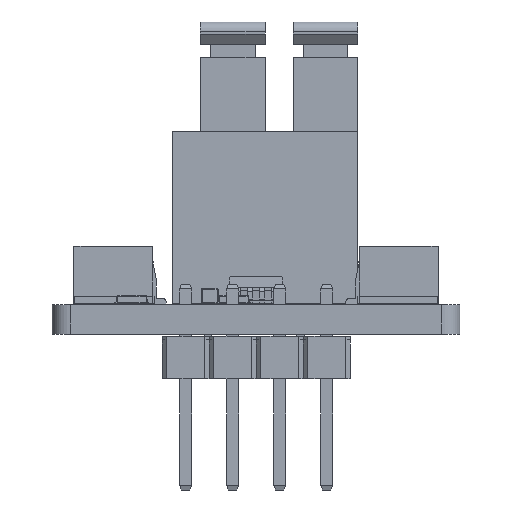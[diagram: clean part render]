
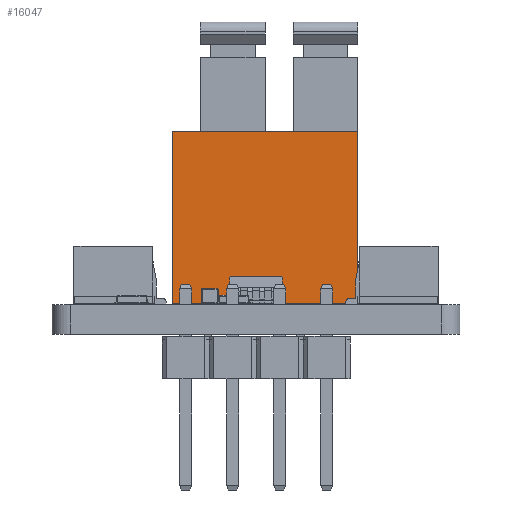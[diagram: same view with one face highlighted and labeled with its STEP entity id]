
A CAD part, left-side view. The second image highlights one B-rep face of the part: STEP entity #16047.
In plain terms, the highlighted free-form (B-spline) face has degree [1, 1] with [2, 2] control points.
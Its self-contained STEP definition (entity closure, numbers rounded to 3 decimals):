
#14242 = B_SPLINE_SURFACE_WITH_KNOTS('',1,1,(
    (#14243,#14244)
    ,(#14245,#14246
    )),.UNSPECIFIED.,.F.,.F.,.F.,(2,2),(2,2),(-9.3,4.),(0.,12.6),
  .PIECEWISE_BEZIER_KNOTS.);
#14243 = CARTESIAN_POINT('',(7.5,-6.3,0.));
#14244 = CARTESIAN_POINT('',(7.5,6.3,0.));
#14245 = CARTESIAN_POINT('',(7.5,-6.3,13.3));
#14246 = CARTESIAN_POINT('',(7.5,6.3,13.3));
#14465 = B_SPLINE_SURFACE_WITH_KNOTS('',1,1,(
    (#14466,#14467)
    ,(#14468,#14469
    )),.UNSPECIFIED.,.F.,.F.,.F.,(2,2),(2,2),(-7.5,2.5),(-6.3,6.3),
  .PIECEWISE_BEZIER_KNOTS.);
#14466 = CARTESIAN_POINT('',(7.5,-6.3,9.3));
#14467 = CARTESIAN_POINT('',(7.5,6.3,9.3));
#14468 = CARTESIAN_POINT('',(-2.5,-6.3,9.3));
#14469 = CARTESIAN_POINT('',(-2.5,6.3,9.3));
#14915 = VERTEX_POINT('',#14916);
#14916 = CARTESIAN_POINT('',(7.5,-6.3,0.));
#14928 = B_SPLINE_SURFACE_WITH_KNOTS('',1,1,(
    (#14929,#14930)
    ,(#14931,#14932
    )),.UNSPECIFIED.,.F.,.F.,.F.,(2,2),(2,2),(-7.5,2.5),(-6.3,-5.8),
  .PIECEWISE_BEZIER_KNOTS.);
#14929 = CARTESIAN_POINT('',(7.5,-6.3,0.));
#14930 = CARTESIAN_POINT('',(7.5,-5.8,0.));
#14931 = CARTESIAN_POINT('',(-2.5,-6.3,0.));
#14932 = CARTESIAN_POINT('',(-2.5,-5.8,0.));
#14939 = EDGE_CURVE('',#14940,#14915,#14942,.T.);
#14940 = VERTEX_POINT('',#14941);
#14941 = CARTESIAN_POINT('',(7.5,-6.3,9.3));
#14942 = SURFACE_CURVE('',#14943,(#14946,#14952),.PCURVE_S1.);
#14943 = B_SPLINE_CURVE_WITH_KNOTS('',1,(#14944,#14945),.UNSPECIFIED.,
  .F.,.F.,(2,2),(0.,9.3),.PIECEWISE_BEZIER_KNOTS.);
#14944 = CARTESIAN_POINT('',(7.5,-6.3,9.3));
#14945 = CARTESIAN_POINT('',(7.5,-6.3,0.));
#14946 = PCURVE('',#14242,#14947);
#14947 = DEFINITIONAL_REPRESENTATION('',(#14948),#14951);
#14948 = B_SPLINE_CURVE_WITH_KNOTS('',1,(#14949,#14950),.UNSPECIFIED.,
  .F.,.F.,(2,2),(0.,9.3),.PIECEWISE_BEZIER_KNOTS.);
#14949 = CARTESIAN_POINT('',(0.,0.));
#14950 = CARTESIAN_POINT('',(-9.3,0.));
#14951 = ( GEOMETRIC_REPRESENTATION_CONTEXT(2) 
PARAMETRIC_REPRESENTATION_CONTEXT() REPRESENTATION_CONTEXT('2D SPACE',''
  ) );
#14952 = PCURVE('',#14953,#14958);
#14953 = B_SPLINE_SURFACE_WITH_KNOTS('',1,1,(
    (#14954,#14955)
    ,(#14956,#14957
    )),.UNSPECIFIED.,.F.,.F.,.F.,(2,2),(2,2),(-9.3,0.),(5.,15.),
  .PIECEWISE_BEZIER_KNOTS.);
#14954 = CARTESIAN_POINT('',(-2.5,-6.3,0.));
#14955 = CARTESIAN_POINT('',(7.5,-6.3,0.));
#14956 = CARTESIAN_POINT('',(-2.5,-6.3,9.3));
#14957 = CARTESIAN_POINT('',(7.5,-6.3,9.3));
#14958 = DEFINITIONAL_REPRESENTATION('',(#14959),#14962);
#14959 = B_SPLINE_CURVE_WITH_KNOTS('',1,(#14960,#14961),.UNSPECIFIED.,
  .F.,.F.,(2,2),(0.,9.3),.PIECEWISE_BEZIER_KNOTS.);
#14960 = CARTESIAN_POINT('',(0.,15.));
#14961 = CARTESIAN_POINT('',(-9.3,15.));
#14962 = ( GEOMETRIC_REPRESENTATION_CONTEXT(2) 
PARAMETRIC_REPRESENTATION_CONTEXT() REPRESENTATION_CONTEXT('2D SPACE',''
  ) );
#15223 = EDGE_CURVE('',#15224,#14940,#15226,.T.);
#15224 = VERTEX_POINT('',#15225);
#15225 = CARTESIAN_POINT('',(-2.5,-6.3,9.3));
#15226 = SURFACE_CURVE('',#15227,(#15230,#15236),.PCURVE_S1.);
#15227 = B_SPLINE_CURVE_WITH_KNOTS('',1,(#15228,#15229),.UNSPECIFIED.,
  .F.,.F.,(2,2),(5.,15.),.PIECEWISE_BEZIER_KNOTS.);
#15228 = CARTESIAN_POINT('',(-2.5,-6.3,9.3));
#15229 = CARTESIAN_POINT('',(7.5,-6.3,9.3));
#15230 = PCURVE('',#14465,#15231);
#15231 = DEFINITIONAL_REPRESENTATION('',(#15232),#15235);
#15232 = B_SPLINE_CURVE_WITH_KNOTS('',1,(#15233,#15234),.UNSPECIFIED.,
  .F.,.F.,(2,2),(5.,15.),.PIECEWISE_BEZIER_KNOTS.);
#15233 = CARTESIAN_POINT('',(2.5,-6.3));
#15234 = CARTESIAN_POINT('',(-7.5,-6.3));
#15235 = ( GEOMETRIC_REPRESENTATION_CONTEXT(2) 
PARAMETRIC_REPRESENTATION_CONTEXT() REPRESENTATION_CONTEXT('2D SPACE',''
  ) );
#15236 = PCURVE('',#14953,#15237);
#15237 = DEFINITIONAL_REPRESENTATION('',(#15238),#15241);
#15238 = B_SPLINE_CURVE_WITH_KNOTS('',1,(#15239,#15240),.UNSPECIFIED.,
  .F.,.F.,(2,2),(5.,15.),.PIECEWISE_BEZIER_KNOTS.);
#15239 = CARTESIAN_POINT('',(0.,5.));
#15240 = CARTESIAN_POINT('',(0.,15.));
#15241 = ( GEOMETRIC_REPRESENTATION_CONTEXT(2) 
PARAMETRIC_REPRESENTATION_CONTEXT() REPRESENTATION_CONTEXT('2D SPACE',''
  ) );
#15257 = B_SPLINE_SURFACE_WITH_KNOTS('',1,1,(
    (#15258,#15259)
    ,(#15260,#15261
    )),.UNSPECIFIED.,.F.,.F.,.F.,(2,2),(2,2),(-9.3,0.),(-6.3,6.3),
  .PIECEWISE_BEZIER_KNOTS.);
#15258 = CARTESIAN_POINT('',(-2.5,-6.3,9.3));
#15259 = CARTESIAN_POINT('',(-2.5,6.3,9.3));
#15260 = CARTESIAN_POINT('',(-2.5,-6.3,0.));
#15261 = CARTESIAN_POINT('',(-2.5,6.3,0.));
#15818 = VERTEX_POINT('',#15819);
#15819 = CARTESIAN_POINT('',(-2.5,-6.3,0.));
#15856 = EDGE_CURVE('',#15818,#14915,#15857,.T.);
#15857 = SURFACE_CURVE('',#15858,(#15861,#15867),.PCURVE_S1.);
#15858 = B_SPLINE_CURVE_WITH_KNOTS('',1,(#15859,#15860),.UNSPECIFIED.,
  .F.,.F.,(2,2),(5.,15.),.PIECEWISE_BEZIER_KNOTS.);
#15859 = CARTESIAN_POINT('',(-2.5,-6.3,0.));
#15860 = CARTESIAN_POINT('',(7.5,-6.3,0.));
#15861 = PCURVE('',#14928,#15862);
#15862 = DEFINITIONAL_REPRESENTATION('',(#15863),#15866);
#15863 = B_SPLINE_CURVE_WITH_KNOTS('',1,(#15864,#15865),.UNSPECIFIED.,
  .F.,.F.,(2,2),(5.,15.),.PIECEWISE_BEZIER_KNOTS.);
#15864 = CARTESIAN_POINT('',(2.5,-6.3));
#15865 = CARTESIAN_POINT('',(-7.5,-6.3));
#15866 = ( GEOMETRIC_REPRESENTATION_CONTEXT(2) 
PARAMETRIC_REPRESENTATION_CONTEXT() REPRESENTATION_CONTEXT('2D SPACE',''
  ) );
#15867 = PCURVE('',#14953,#15868);
#15868 = DEFINITIONAL_REPRESENTATION('',(#15869),#15872);
#15869 = B_SPLINE_CURVE_WITH_KNOTS('',1,(#15870,#15871),.UNSPECIFIED.,
  .F.,.F.,(2,2),(5.,15.),.PIECEWISE_BEZIER_KNOTS.);
#15870 = CARTESIAN_POINT('',(-9.3,5.));
#15871 = CARTESIAN_POINT('',(-9.3,15.));
#15872 = ( GEOMETRIC_REPRESENTATION_CONTEXT(2) 
PARAMETRIC_REPRESENTATION_CONTEXT() REPRESENTATION_CONTEXT('2D SPACE',''
  ) );
#16047 = ADVANCED_FACE('',(#16048),#14953,.F.);
#16048 = FACE_BOUND('',#16049,.T.);
#16049 = EDGE_LOOP('',(#16050,#16051,#16069,#16070));
#16050 = ORIENTED_EDGE('',*,*,#15223,.F.);
#16051 = ORIENTED_EDGE('',*,*,#16052,.T.);
#16052 = EDGE_CURVE('',#15224,#15818,#16053,.T.);
#16053 = SURFACE_CURVE('',#16054,(#16057,#16063),.PCURVE_S1.);
#16054 = B_SPLINE_CURVE_WITH_KNOTS('',1,(#16055,#16056),.UNSPECIFIED.,
  .F.,.F.,(2,2),(0.,9.3),.PIECEWISE_BEZIER_KNOTS.);
#16055 = CARTESIAN_POINT('',(-2.5,-6.3,9.3));
#16056 = CARTESIAN_POINT('',(-2.5,-6.3,0.));
#16057 = PCURVE('',#14953,#16058);
#16058 = DEFINITIONAL_REPRESENTATION('',(#16059),#16062);
#16059 = B_SPLINE_CURVE_WITH_KNOTS('',1,(#16060,#16061),.UNSPECIFIED.,
  .F.,.F.,(2,2),(0.,9.3),.PIECEWISE_BEZIER_KNOTS.);
#16060 = CARTESIAN_POINT('',(0.,5.));
#16061 = CARTESIAN_POINT('',(-9.3,5.));
#16062 = ( GEOMETRIC_REPRESENTATION_CONTEXT(2) 
PARAMETRIC_REPRESENTATION_CONTEXT() REPRESENTATION_CONTEXT('2D SPACE',''
  ) );
#16063 = PCURVE('',#15257,#16064);
#16064 = DEFINITIONAL_REPRESENTATION('',(#16065),#16068);
#16065 = B_SPLINE_CURVE_WITH_KNOTS('',1,(#16066,#16067),.UNSPECIFIED.,
  .F.,.F.,(2,2),(0.,9.3),.PIECEWISE_BEZIER_KNOTS.);
#16066 = CARTESIAN_POINT('',(-9.3,-6.3));
#16067 = CARTESIAN_POINT('',(-0.,-6.3));
#16068 = ( GEOMETRIC_REPRESENTATION_CONTEXT(2) 
PARAMETRIC_REPRESENTATION_CONTEXT() REPRESENTATION_CONTEXT('2D SPACE',''
  ) );
#16069 = ORIENTED_EDGE('',*,*,#15856,.T.);
#16070 = ORIENTED_EDGE('',*,*,#14939,.F.);
